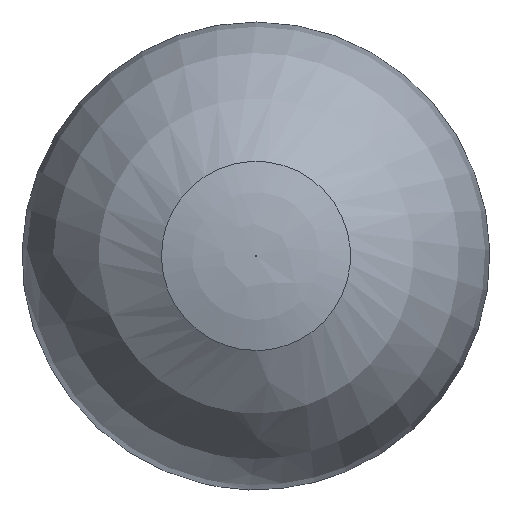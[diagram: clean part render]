
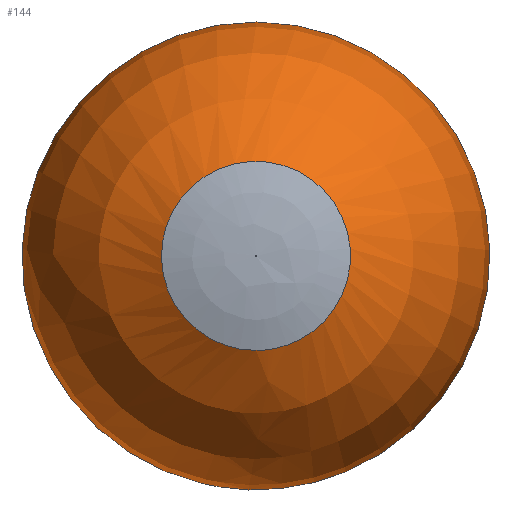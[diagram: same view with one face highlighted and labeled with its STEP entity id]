
A CAD part, left-side view. The second image highlights one B-rep face of the part: STEP entity #144.
In plain terms, the highlighted face is a revolution surface.
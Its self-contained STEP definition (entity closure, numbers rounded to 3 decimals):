
#101=SURFACE_OF_REVOLUTION('',#107,#104);
#104=AXIS1_PLACEMENT('',#590,#478);
#107=(
BOUNDED_CURVE()
B_SPLINE_CURVE(3,(#586,#587,#588,#589),.UNSPECIFIED.,.F.,.F.)
B_SPLINE_CURVE_WITH_KNOTS((4,4),(0.,1.),.UNSPECIFIED.)
CURVE()
GEOMETRIC_REPRESENTATION_ITEM()
RATIONAL_B_SPLINE_CURVE((1.,0.747,0.747,1.))
REPRESENTATION_ITEM('')
);
#110=FACE_BOUND('',#197,.T.);
#111=FACE_BOUND('',#198,.T.);
#144=ADVANCED_FACE('',(#110,#111),#101,.T.);
#197=EDGE_LOOP('',(#243));
#198=EDGE_LOOP('',(#244));
#243=ORIENTED_EDGE('',*,*,#357,.F.);
#244=ORIENTED_EDGE('',*,*,#358,.T.);
#324=VERTEX_POINT('',#582);
#325=VERTEX_POINT('',#585);
#357=EDGE_CURVE('',#324,#324,#398,.T.);
#358=EDGE_CURVE('',#325,#325,#399,.T.);
#398=CIRCLE('',#421,8.283);
#399=CIRCLE('',#423,4.072);
#421=AXIS2_PLACEMENT_3D('',#581,#472,#473);
#423=AXIS2_PLACEMENT_3D('',#584,#476,#477);
#472=DIRECTION('',(1.,0.,0.));
#473=DIRECTION('',(0.,0.,-1.));
#476=DIRECTION('',(1.,0.,0.));
#477=DIRECTION('',(0.,0.,-1.));
#478=DIRECTION('',(1.,0.,0.));
#581=CARTESIAN_POINT('',(15.8,0.,0.));
#582=CARTESIAN_POINT('',(15.8,0.,-8.283));
#584=CARTESIAN_POINT('',(0.744,0.,0.));
#585=CARTESIAN_POINT('',(0.744,0.,-4.072));
#586=CARTESIAN_POINT('',(0.744,-3.785,1.5));
#587=CARTESIAN_POINT('',(3.39,-10.256,1.5));
#588=CARTESIAN_POINT('',(10.105,-12.201,1.5));
#589=CARTESIAN_POINT('',(15.8,-8.146,1.5));
#590=CARTESIAN_POINT('',(0.,0.,0.));
